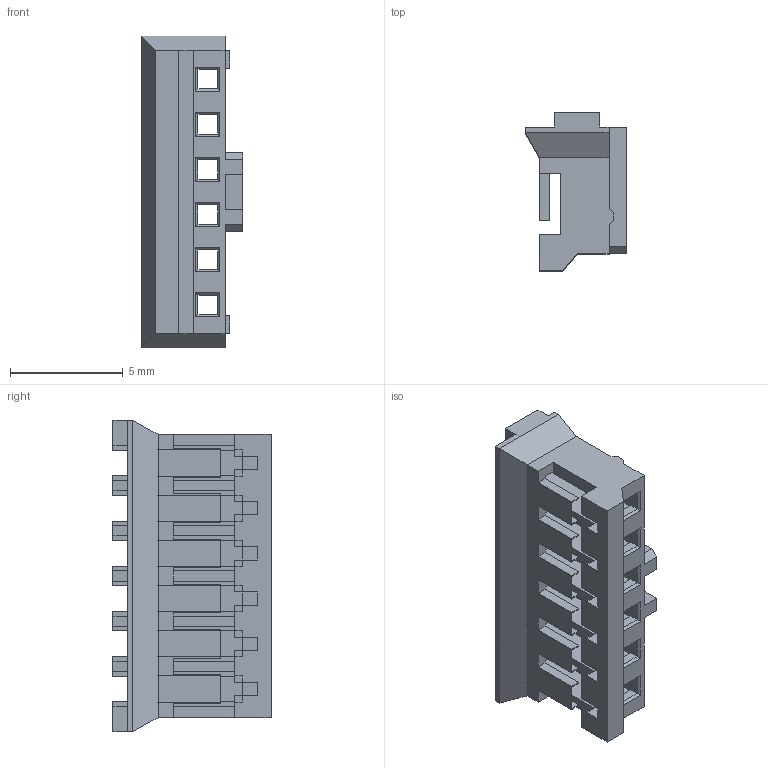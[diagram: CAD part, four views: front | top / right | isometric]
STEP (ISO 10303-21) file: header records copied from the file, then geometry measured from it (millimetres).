
FILE_DESCRIPTION((' '),'2;1');
FILE_NAME( 'PHR-6.stp', '2022-09-02T12:22:12', (' '), ('--- Datakit www.datakit.com---'), ' Datakit CrossCadWare V2022.3 Jun 15 2022', 'DATAKIT 2022 (c)', ' ');
FILE_SCHEMA(('AP242_MANAGED_MODEL_BASED_3D_ENGINEERING_MIM_LF { 1 0 10303 442 1 1 4 }'));
Length unit declared in the file: millimetre
Products named in the file (1): PHR-6
Bounding box: 4.5 x 7 x 13.8 mm (x, y, z)
Volume: 116.8 mm3; surface area: 584.7 mm2
Topology: 1 solids, 1 shells, 280 faces, 842 edges, 552 vertices
Faces by surface type: plane 280
Entity records: 9291 total; most frequent: ORIENTED_EDGE 1684, CARTESIAN_POINT 1675, DIRECTION 1404, VECTOR 842, LINE 842, EDGE_CURVE 842, VERTEX_POINT 552, EDGE_LOOP 292
